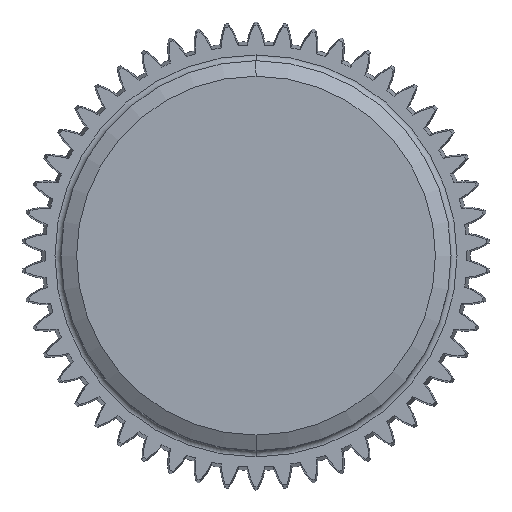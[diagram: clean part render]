
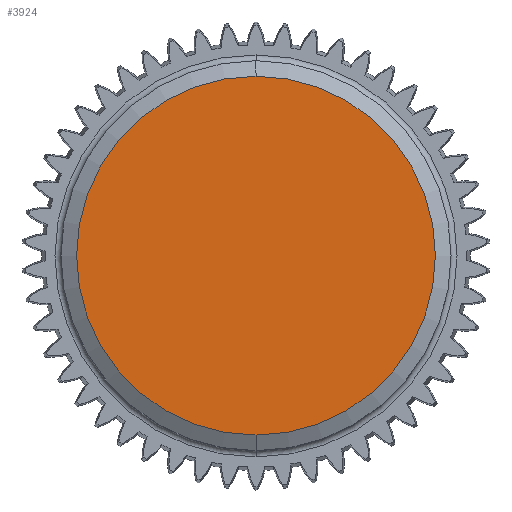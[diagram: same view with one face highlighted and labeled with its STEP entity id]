
A CAD part, top view. The second image highlights one B-rep face of the part: STEP entity #3924.
In plain terms, the highlighted planar face has unit normal (0, 0, 1).
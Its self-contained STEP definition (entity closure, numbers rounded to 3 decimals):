
#11=CARTESIAN_POINT('',(0.,0.,31.));
#12=DIRECTION('',(0.,0.,1.));
#13=DIRECTION('',(0.,1.,0.));
#14=AXIS2_PLACEMENT_3D('',#11,#12,#13);
#29=CARTESIAN_POINT('',(0.,0.,31.));
#30=DIRECTION('',(0.,0.,-1.));
#31=DIRECTION('',(0.,1.,0.));
#32=AXIS2_PLACEMENT_3D('',#29,#30,#31);
#3773=CARTESIAN_POINT('',(0.,29.902,31.));
#3774=CARTESIAN_POINT('',(0.,-29.902,31.));
#3775=VERTEX_POINT('',#3773);
#3776=VERTEX_POINT('',#3774);
#3914=CARTESIAN_POINT('',(0.,0.,31.));
#3915=DIRECTION('',(0.,0.,-1.));
#3916=DIRECTION('',(0.,-1.,0.));
#3917=AXIS2_PLACEMENT_3D('',#3914,#3915,#3916);
#3918=PLANE('',#3917);
#3919=ORIENTED_EDGE('',*,*,#3904,.F.);
#3921=ORIENTED_EDGE('',*,*,#3920,.T.);
#3922=EDGE_LOOP('',(#3919,#3921));
#3923=FACE_OUTER_BOUND('',#3922,.F.);
#3924=ADVANCED_FACE('',(#3923),#3918,.F.);
#15=CIRCLE('',#14,29.902);
#33=CIRCLE('',#32,29.902);
#3904=EDGE_CURVE('',#3775,#3776,#15,.T.);
#3920=EDGE_CURVE('',#3775,#3776,#33,.T.);
